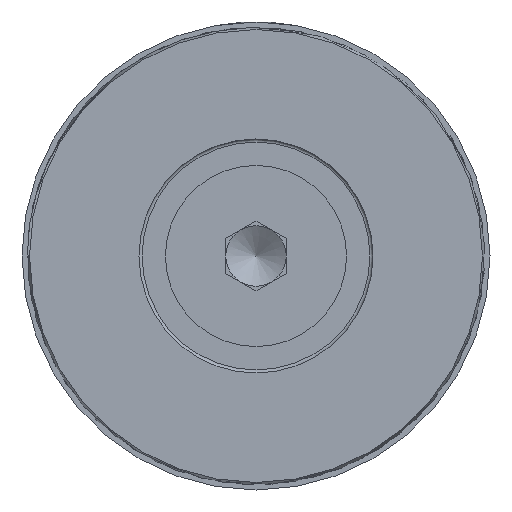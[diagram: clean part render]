
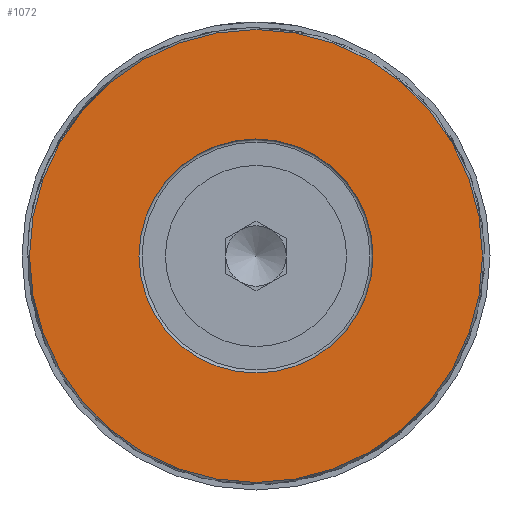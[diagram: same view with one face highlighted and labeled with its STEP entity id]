
A CAD part, left-side view. The second image highlights one B-rep face of the part: STEP entity #1072.
In plain terms, the highlighted planar face has unit normal (-1, 0, 0).
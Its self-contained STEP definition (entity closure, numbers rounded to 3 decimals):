
#239=ORIENTED_EDGE('',*,*,#379,.F.);
#240=ORIENTED_EDGE('',*,*,#380,.T.);
#379=EDGE_CURVE('',#460,#460,#522,.T.);
#380=EDGE_CURVE('',#461,#461,#523,.T.);
#460=VERTEX_POINT('',#1640);
#461=VERTEX_POINT('',#1642);
#522=CIRCLE('',#1183,7.75);
#523=CIRCLE('',#1184,15.);
#596=EDGE_LOOP('',(#239));
#597=EDGE_LOOP('',(#240));
#711=FACE_BOUND('',#596,.T.);
#712=FACE_BOUND('',#597,.T.);
#800=PLANE('',#1182);
#1072=ADVANCED_FACE('',(#711,#712),#800,.F.);
#1182=AXIS2_PLACEMENT_3D('',#1638,#1379,#1380);
#1183=AXIS2_PLACEMENT_3D('',#1639,#1381,#1382);
#1184=AXIS2_PLACEMENT_3D('',#1641,#1383,#1384);
#1379=DIRECTION('',(1.,0.,0.));
#1380=DIRECTION('',(0.,0.,-1.));
#1381=DIRECTION('',(-1.,0.,0.));
#1382=DIRECTION('',(0.,0.,1.));
#1383=DIRECTION('',(-1.,0.,0.));
#1384=DIRECTION('',(0.,0.,1.));
#1638=CARTESIAN_POINT('',(-0.057,15.842,0.));
#1639=CARTESIAN_POINT('',(-0.057,0.842,0.));
#1640=CARTESIAN_POINT('',(-0.057,0.842,7.75));
#1641=CARTESIAN_POINT('',(-0.057,0.842,0.));
#1642=CARTESIAN_POINT('',(-0.057,0.842,15.));
